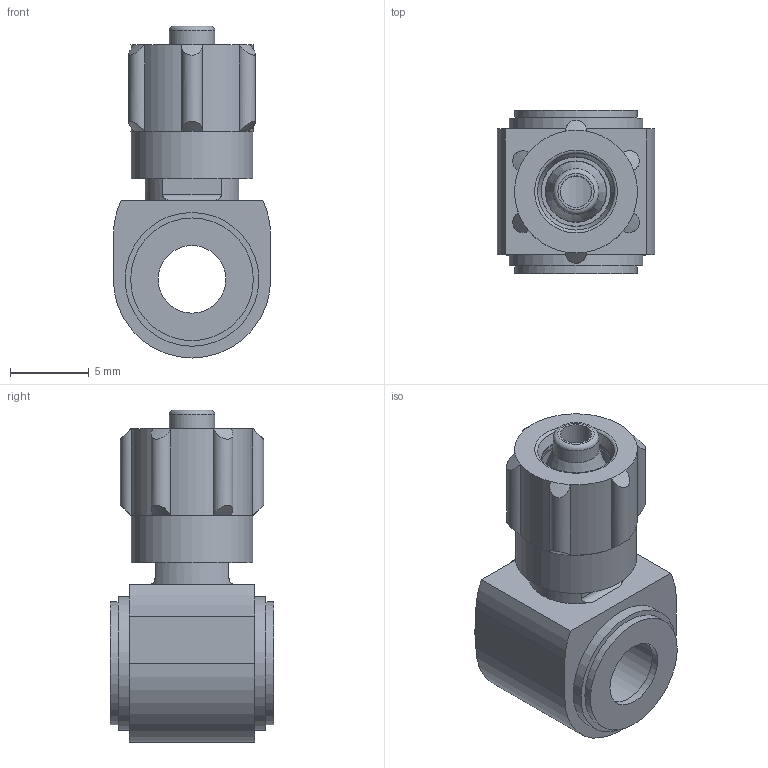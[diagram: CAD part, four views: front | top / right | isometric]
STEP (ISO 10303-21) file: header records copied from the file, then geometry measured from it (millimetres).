
FILE_DESCRIPTION(/* description */ ('STEP AP214'),/* implementation_level */ '2;1');
FILE_NAME(/* name */ '4475_LK-M5-PK-3',/* time_stamp */ '2024-09-03T14:09:23+02:00',/* author */ ('License CC BY-ND 4.0'),/* organization */ ('CADENAS'),/* preprocessor_version */ 'ST-DEVELOPER v19.3',/* originating_system */ 'PARTsolutions',/* authorisation */ ' ');
FILE_SCHEMA (('AUTOMOTIVE_DESIGN {1 0 10303 214 3 1 1}'));
Length unit declared in the file: millimetre
Products named in the file (4): 4475 LK-M5-PK-3; 693562 LCK-M5-PK-3 B; 130850 OK-M5; 205254 MCK-PK-3
Assembly tree (4 placements, depth 2):
  4475 LK-M5-PK-3
    693562 LCK-M5-PK-3 B
    130850 OK-M5  x2
    205254 MCK-PK-3
Bounding box: 10 x 10.4 x 21.1 mm (x, y, z)
Volume: 1018.2 mm3; surface area: 1436 mm2
Topology: 4 solids, 4 shells, 77 faces, 155 edges, 92 vertices
Faces by surface type: cylinder 33, plane 19, cone 18, torus 7
Full cylindrical faces by diameter (mm): 2 x1, 2.9 x1, 3.4 x1, 3.9 x1, 4.3 x2, 4.4 x1, 5.188 x1, 5.2 x1, 7.7 x1, 7.8 x2, 8.5 x2
Entity records: 1976 total; most frequent: CARTESIAN_POINT 420, DIRECTION 326, ORIENTED_EDGE 246, AXIS2_PLACEMENT_3D 146, EDGE_CURVE 123, EDGE_LOOP 110, FACE_BOUND 110, VERTEX_POINT 85
